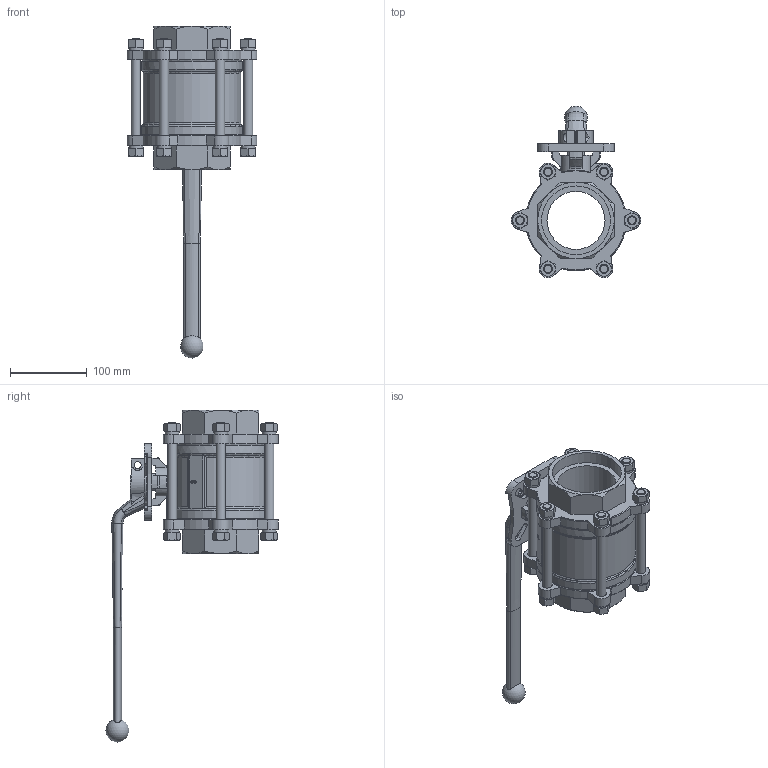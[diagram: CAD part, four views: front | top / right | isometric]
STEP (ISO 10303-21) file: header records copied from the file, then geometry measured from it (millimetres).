
FILE_DESCRIPTION(/* description */ ('STEP AP214'),/* implementation_level */ '2;1');
FILE_NAME(/* name */ '8089064_VZBE-3-WA-63-T-2-F0710-M-V15V15',/* time_stamp */ '2024-09-18T02:23:48+02:00',/* author */ ('License CC BY-ND 4.0'),/* organization */ ('CADENAS'),/* preprocessor_version */ 'ST-DEVELOPER v19.3',/* originating_system */ 'PARTsolutions',/* authorisation */ ' ');
FILE_SCHEMA (('AUTOMOTIVE_DESIGN {1 0 10303 214 3 1 1}'));
Length unit declared in the file: millimetre
Products named in the file (3): 8089064 VZBE-3-WA-63-T-2-F0710-M-V15V15; 8089047 VZBE-3-WA-63-T-2-F0710-V15V15_v; 4895386 VAOH-F7-17-H9-A-22
Assembly tree (2 placements, depth 2):
  8089064 VZBE-3-WA-63-T-2-F0710-M-V15V15
    8089047 VZBE-3-WA-63-T-2-F0710-V15V15_v
    4895386 VAOH-F7-17-H9-A-22
Bounding box: 169.5 x 224.93 x 434 mm (x, y, z)
Volume: 1662259.6 mm3; surface area: 254884.2 mm2
Topology: 2 solids, 2 shells, 710 faces, 1781 edges, 1124 vertices
Faces by surface type: plane 312, cone 201, cylinder 155, torus 41, sphere 1
Full cylindrical faces by diameter (mm): 9 x2, 11 x1, 12 x7, 13 x12, 18.5 x12, 47 x1, 76 x1, 90 x2, 131.5 x1
Entity records: 21473 total; most frequent: CARTESIAN_POINT 5149, ORIENTED_EDGE 3416, DIRECTION 3247, EDGE_CURVE 1708, AXIS2_PLACEMENT_3D 1311, VERTEX_POINT 1106, EDGE_LOOP 854, FACE_BOUND 854
